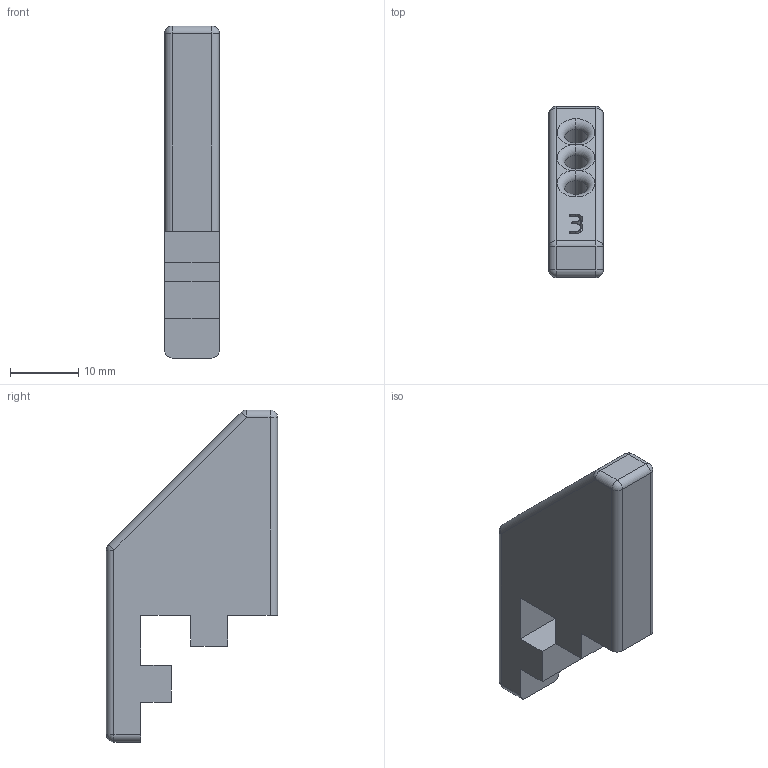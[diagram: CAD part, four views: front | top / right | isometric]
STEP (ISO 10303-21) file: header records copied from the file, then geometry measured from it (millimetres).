
FILE_DESCRIPTION (( 'STEP AP203' ), '1' );
FILE_NAME ('ô3.STEP', '2025-11-05T06:14:55', ( '' ), ( '' ), 'SwSTEP 2.0', 'SolidWorks 2025', '' );
FILE_SCHEMA (( 'CONFIG_CONTROL_DESIGN' ));
Length unit declared in the file: millimetre
Products named in the file (1): ф3
Bounding box: 8 x 25 x 48.5 mm (x, y, z)
Volume: 5206.1 mm3; surface area: 2820.3 mm2
Topology: 1 solids, 1 shells, 77 faces, 195 edges, 114 vertices
Faces by surface type: plane 29, cylinder 20, bspline 14, sphere 8, torus 6
Entity records: 2946 total; most frequent: CARTESIAN_POINT 1137, ORIENTED_EDGE 374, DIRECTION 335, EDGE_CURVE 187, AXIS2_PLACEMENT_3D 116, VERTEX_POINT 114, LINE 103, VECTOR 103
